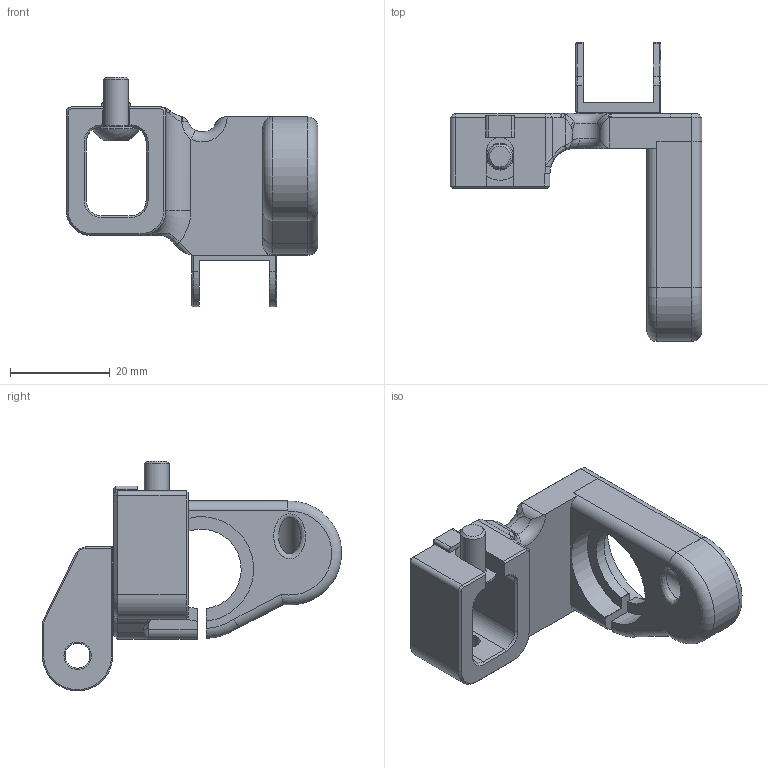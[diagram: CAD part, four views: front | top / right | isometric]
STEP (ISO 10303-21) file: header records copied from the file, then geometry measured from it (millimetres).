
FILE_DESCRIPTION(/* description */ (''),/* implementation_level */ '2;1');
FILE_NAME(/* name */ 'Z anchor 10x11 chain 12mm cable gland ptfe.step',/* time_stamp */ '2021-08-17T12:13:30-06:00',/* author */ (''),/* organization */ (''),/* preprocessor_version */ 'ST-DEVELOPER v18.1',/* originating_system */ 'Autodesk Translation Framework v10.9.0.1377',/* authorisation */ '');
FILE_SCHEMA (('AUTOMOTIVE_DESIGN { 1 0 10303 214 3 1 1 }'));
Length unit declared in the file: millimetre
Products named in the file (4): Z anchor 10x11 chain 12mm cable gland; M5x10 BHCS; 10x11 chain Female End v1; z chain cable gland ptfe mounts
Assembly tree (3 placements, depth 2):
  Z anchor 10x11 chain 12mm cable gland
    M5x10 BHCS
    10x11 chain Female End v1
    z chain cable gland ptfe mounts
Bounding box: 50.46 x 60.06 x 46.11 mm (x, y, z)
Volume: 17289 mm3; surface area: 10105.9 mm2
Topology: 3 solids, 3 shells, 221 faces, 549 edges, 335 vertices
Faces by surface type: plane 89, cylinder 64, cone 26, bspline 24, torus 17, sphere 1
Full cylindrical faces by diameter (mm): 3.36 x3, 4.4 x1, 4.5 x4, 4.98 x2, 5 x1, 9.5 x1
Entity records: 8273 total; most frequent: CARTESIAN_POINT 2936, ORIENTED_EDGE 1092, DIRECTION 1079, EDGE_CURVE 546, AXIS2_PLACEMENT_3D 388, VERTEX_POINT 335, LINE 303, VECTOR 303
